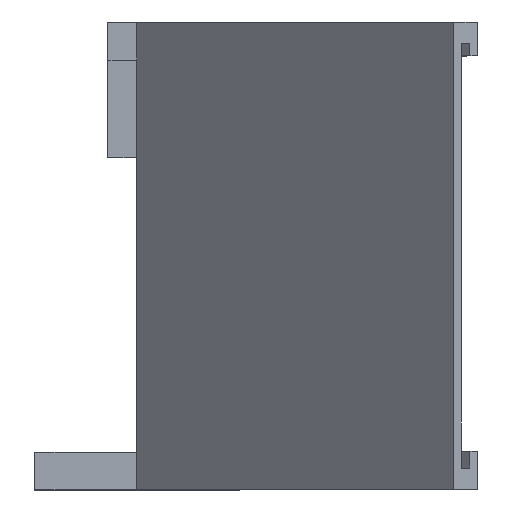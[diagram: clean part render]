
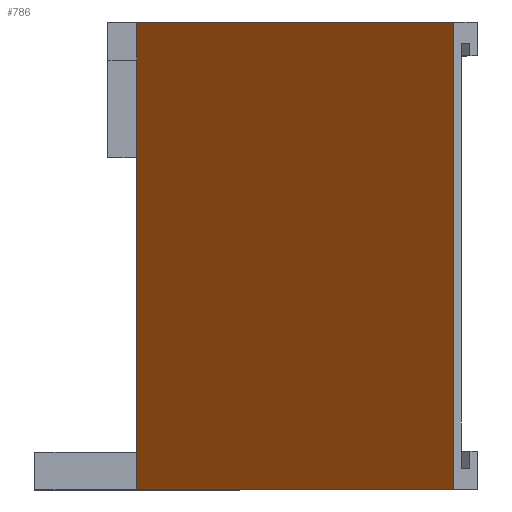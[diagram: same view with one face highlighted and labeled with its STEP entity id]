
A CAD part, top view. The second image highlights one B-rep face of the part: STEP entity #786.
In plain terms, the highlighted planar face has unit normal (-0.707, 0, 0.707).
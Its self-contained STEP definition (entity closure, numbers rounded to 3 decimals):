
#38=FACE_OUTER_BOUND('',#76,.T.);
#76=EDGE_LOOP('',(#647,#648,#649,#650,#651,#652));
#99=LINE('',#1063,#211);
#145=LINE('',#1154,#257);
#150=LINE('',#1163,#262);
#155=LINE('',#1174,#267);
#176=LINE('',#1214,#288);
#180=LINE('',#1222,#292);
#211=VECTOR('',#869,10.);
#257=VECTOR('',#939,10.);
#262=VECTOR('',#946,10.);
#267=VECTOR('',#953,10.);
#288=VECTOR('',#978,10.);
#292=VECTOR('',#990,10.);
#318=VERTEX_POINT('',#1050);
#321=VERTEX_POINT('',#1057);
#354=VERTEX_POINT('',#1151);
#355=VERTEX_POINT('',#1153);
#363=VERTEX_POINT('',#1173);
#380=VERTEX_POINT('',#1212);
#397=EDGE_CURVE('',#321,#318,#99,.T.);
#443=EDGE_CURVE('',#354,#355,#145,.T.);
#448=EDGE_CURVE('',#354,#321,#150,.T.);
#453=EDGE_CURVE('',#355,#363,#155,.T.);
#474=EDGE_CURVE('',#318,#380,#176,.T.);
#478=EDGE_CURVE('',#380,#363,#180,.T.);
#647=ORIENTED_EDGE('',*,*,#448,.T.);
#648=ORIENTED_EDGE('',*,*,#397,.T.);
#649=ORIENTED_EDGE('',*,*,#474,.T.);
#650=ORIENTED_EDGE('',*,*,#478,.T.);
#651=ORIENTED_EDGE('',*,*,#453,.F.);
#652=ORIENTED_EDGE('',*,*,#443,.F.);
#748=PLANE('',#838);
#786=ADVANCED_FACE('',(#38),#748,.T.);
#838=AXIS2_PLACEMENT_3D('',#1223,#991,#992);
#869=DIRECTION('',(0.,-1.,0.));
#939=DIRECTION('',(0.707,0.,0.707));
#946=DIRECTION('',(0.,-1.,0.));
#953=DIRECTION('',(0.,-1.,0.));
#978=DIRECTION('',(0.,-1.,0.));
#990=DIRECTION('',(0.707,0.,0.707));
#991=DIRECTION('center_axis',(-0.707,0.,0.707));
#992=DIRECTION('ref_axis',(0.707,0.,0.707));
#1050=CARTESIAN_POINT('',(30.286,-35.283,6.175));
#1057=CARTESIAN_POINT('',(30.286,34.543,6.175));
#1063=CARTESIAN_POINT('',(30.286,-37.27,6.175));
#1151=CARTESIAN_POINT('',(30.286,41.21,6.175));
#1153=CARTESIAN_POINT('',(86.761,41.21,62.651));
#1154=CARTESIAN_POINT('',(29.439,41.21,5.329));
#1163=CARTESIAN_POINT('',(30.286,-37.27,6.175));
#1173=CARTESIAN_POINT('',(86.761,-41.95,62.651));
#1174=CARTESIAN_POINT('',(86.761,-39.37,62.651));
#1212=CARTESIAN_POINT('',(30.286,-41.95,6.175));
#1214=CARTESIAN_POINT('',(30.286,-37.27,6.175));
#1222=CARTESIAN_POINT('',(79.69,-41.95,55.58));
#1223=CARTESIAN_POINT('Origin',(29.593,-39.37,5.482));
